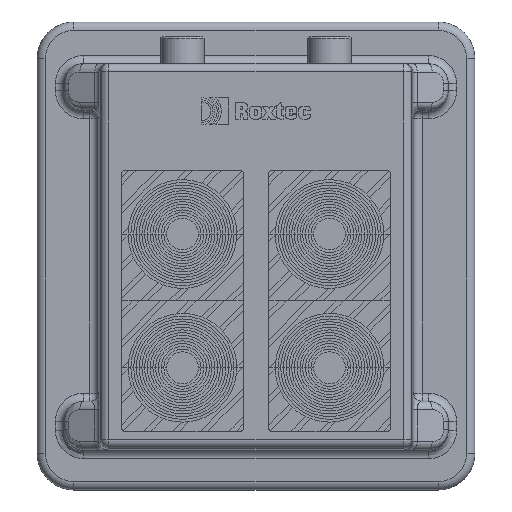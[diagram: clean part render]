
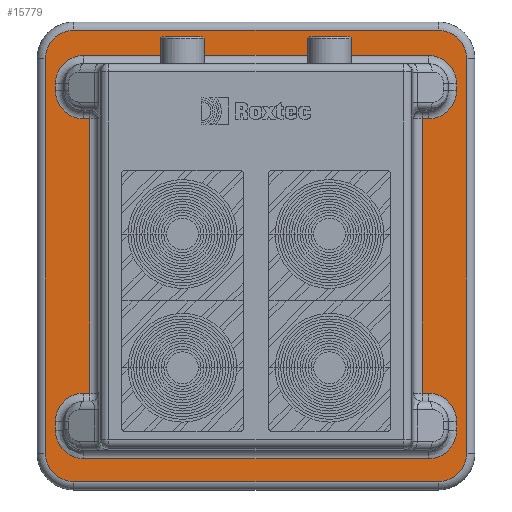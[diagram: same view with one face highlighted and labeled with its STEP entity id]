
A CAD part, top view. The second image highlights one B-rep face of the part: STEP entity #15779.
In plain terms, the highlighted planar face has unit normal (0, 0, 1).
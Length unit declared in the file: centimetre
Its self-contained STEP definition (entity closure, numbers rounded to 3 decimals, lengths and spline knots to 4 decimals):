
#186=ELLIPSE('',#17327,0.8501,0.85);
#187=ELLIPSE('',#17328,0.8501,0.85);
#450=FACE_BOUND('',#2110,.T.);
#1170=FACE_OUTER_BOUND('',#2109,.T.);
#2109=EDGE_LOOP('',(#12565,#12566,#12567,#12568,#12569,#12570,#12571,#12572));
#2110=EDGE_LOOP('',(#12573,#12574,#12575,#12576,#12577,#12578,#12579,#12580,
#12581,#12582,#12583,#12584,#12585,#12586,#12587,#12588,#12589,#12590,#12591,
#12592));
#2902=CIRCLE('',#17191,0.85);
#2905=CIRCLE('',#17196,0.85);
#2908=CIRCLE('',#17201,0.85);
#2911=CIRCLE('',#17206,0.85);
#2962=CIRCLE('',#17326,0.85);
#2963=CIRCLE('',#17329,0.85);
#2964=CIRCLE('',#17330,0.85);
#2965=CIRCLE('',#17331,0.85);
#2966=CIRCLE('',#17332,0.85);
#2967=CIRCLE('',#17333,0.85);
#3960=LINE('',#25384,#5352);
#3961=LINE('',#25392,#5353);
#3962=LINE('',#25400,#5354);
#3963=LINE('',#25406,#5355);
#4015=LINE('',#26059,#5407);
#4016=LINE('',#26063,#5408);
#4017=LINE('',#26067,#5409);
#4018=LINE('',#26071,#5410);
#4019=LINE('',#26075,#5411);
#4020=LINE('',#26077,#5412);
#4021=LINE('',#26079,#5413);
#4022=LINE('',#26083,#5414);
#4023=LINE('',#26087,#5415);
#4024=LINE('',#26091,#5416);
#4025=LINE('',#26095,#5417);
#4026=LINE('',#26096,#5418);
#5352=VECTOR('',#20871,1.);
#5353=VECTOR('',#20882,1.);
#5354=VECTOR('',#20893,1.);
#5355=VECTOR('',#20902,1.);
#5407=VECTOR('',#21190,1.);
#5408=VECTOR('',#21193,1.);
#5409=VECTOR('',#21196,1.);
#5410=VECTOR('',#21199,1.);
#5411=VECTOR('',#21202,1.);
#5412=VECTOR('',#21203,1.);
#5413=VECTOR('',#21204,1.);
#5414=VECTOR('',#21207,1.);
#5415=VECTOR('',#21210,1.);
#5416=VECTOR('',#21213,1.);
#5417=VECTOR('',#21216,1.);
#5418=VECTOR('',#21217,1.);
#6746=VERTEX_POINT('',#25376);
#6747=VERTEX_POINT('',#25378);
#6748=VERTEX_POINT('',#25382);
#6749=VERTEX_POINT('',#25386);
#6750=VERTEX_POINT('',#25390);
#6751=VERTEX_POINT('',#25394);
#6752=VERTEX_POINT('',#25398);
#6753=VERTEX_POINT('',#25402);
#6825=VERTEX_POINT('',#26057);
#6826=VERTEX_POINT('',#26058);
#6827=VERTEX_POINT('',#26060);
#6828=VERTEX_POINT('',#26062);
#6829=VERTEX_POINT('',#26064);
#6830=VERTEX_POINT('',#26066);
#6831=VERTEX_POINT('',#26068);
#6832=VERTEX_POINT('',#26070);
#6833=VERTEX_POINT('',#26072);
#6834=VERTEX_POINT('',#26074);
#6835=VERTEX_POINT('',#26076);
#6836=VERTEX_POINT('',#26078);
#6837=VERTEX_POINT('',#26080);
#6838=VERTEX_POINT('',#26082);
#6839=VERTEX_POINT('',#26084);
#6840=VERTEX_POINT('',#26086);
#6841=VERTEX_POINT('',#26088);
#6842=VERTEX_POINT('',#26090);
#6843=VERTEX_POINT('',#26092);
#6844=VERTEX_POINT('',#26094);
#8723=EDGE_CURVE('',#6747,#6746,#2902,.T.);
#8725=EDGE_CURVE('',#6748,#6747,#3960,.T.);
#8727=EDGE_CURVE('',#6749,#6748,#2905,.T.);
#8729=EDGE_CURVE('',#6750,#6749,#3961,.T.);
#8731=EDGE_CURVE('',#6751,#6750,#2908,.T.);
#8733=EDGE_CURVE('',#6752,#6751,#3962,.T.);
#8735=EDGE_CURVE('',#6753,#6752,#2911,.T.);
#8736=EDGE_CURVE('',#6746,#6753,#3963,.T.);
#8864=EDGE_CURVE('',#6825,#6826,#4015,.T.);
#8865=EDGE_CURVE('',#6827,#6825,#2962,.T.);
#8866=EDGE_CURVE('',#6828,#6827,#4016,.T.);
#8867=EDGE_CURVE('',#6829,#6828,#186,.T.);
#8868=EDGE_CURVE('',#6830,#6829,#4017,.T.);
#8869=EDGE_CURVE('',#6831,#6830,#187,.T.);
#8870=EDGE_CURVE('',#6832,#6831,#4018,.T.);
#8871=EDGE_CURVE('',#6833,#6832,#2963,.T.);
#8872=EDGE_CURVE('',#6834,#6833,#4019,.T.);
#8873=EDGE_CURVE('',#6835,#6834,#4020,.T.);
#8874=EDGE_CURVE('',#6836,#6835,#4021,.T.);
#8875=EDGE_CURVE('',#6837,#6836,#2964,.T.);
#8876=EDGE_CURVE('',#6838,#6837,#4022,.T.);
#8877=EDGE_CURVE('',#6839,#6838,#2965,.T.);
#8878=EDGE_CURVE('',#6840,#6839,#4023,.T.);
#8879=EDGE_CURVE('',#6841,#6840,#2966,.T.);
#8880=EDGE_CURVE('',#6842,#6841,#4024,.T.);
#8881=EDGE_CURVE('',#6843,#6842,#2967,.T.);
#8882=EDGE_CURVE('',#6844,#6843,#4025,.T.);
#8883=EDGE_CURVE('',#6826,#6844,#4026,.T.);
#12565=ORIENTED_EDGE('',*,*,#8736,.F.);
#12566=ORIENTED_EDGE('',*,*,#8723,.F.);
#12567=ORIENTED_EDGE('',*,*,#8725,.F.);
#12568=ORIENTED_EDGE('',*,*,#8727,.F.);
#12569=ORIENTED_EDGE('',*,*,#8729,.F.);
#12570=ORIENTED_EDGE('',*,*,#8731,.F.);
#12571=ORIENTED_EDGE('',*,*,#8733,.F.);
#12572=ORIENTED_EDGE('',*,*,#8735,.F.);
#12573=ORIENTED_EDGE('',*,*,#8864,.F.);
#12574=ORIENTED_EDGE('',*,*,#8865,.F.);
#12575=ORIENTED_EDGE('',*,*,#8866,.F.);
#12576=ORIENTED_EDGE('',*,*,#8867,.F.);
#12577=ORIENTED_EDGE('',*,*,#8868,.F.);
#12578=ORIENTED_EDGE('',*,*,#8869,.F.);
#12579=ORIENTED_EDGE('',*,*,#8870,.F.);
#12580=ORIENTED_EDGE('',*,*,#8871,.F.);
#12581=ORIENTED_EDGE('',*,*,#8872,.F.);
#12582=ORIENTED_EDGE('',*,*,#8873,.F.);
#12583=ORIENTED_EDGE('',*,*,#8874,.F.);
#12584=ORIENTED_EDGE('',*,*,#8875,.F.);
#12585=ORIENTED_EDGE('',*,*,#8876,.F.);
#12586=ORIENTED_EDGE('',*,*,#8877,.F.);
#12587=ORIENTED_EDGE('',*,*,#8878,.F.);
#12588=ORIENTED_EDGE('',*,*,#8879,.F.);
#12589=ORIENTED_EDGE('',*,*,#8880,.F.);
#12590=ORIENTED_EDGE('',*,*,#8881,.F.);
#12591=ORIENTED_EDGE('',*,*,#8882,.F.);
#12592=ORIENTED_EDGE('',*,*,#8883,.F.);
#14462=PLANE('',#17325);
#15779=ADVANCED_FACE('',(#1170,#450),#14462,.F.);
#17191=AXIS2_PLACEMENT_3D('',#25380,#20865,#20866);
#17196=AXIS2_PLACEMENT_3D('',#25388,#20876,#20877);
#17201=AXIS2_PLACEMENT_3D('',#25396,#20887,#20888);
#17206=AXIS2_PLACEMENT_3D('',#25404,#20898,#20899);
#17325=AXIS2_PLACEMENT_3D('',#26056,#21188,#21189);
#17326=AXIS2_PLACEMENT_3D('',#26061,#21191,#21192);
#17327=AXIS2_PLACEMENT_3D('',#26065,#21194,#21195);
#17328=AXIS2_PLACEMENT_3D('',#26069,#21197,#21198);
#17329=AXIS2_PLACEMENT_3D('',#26073,#21200,#21201);
#17330=AXIS2_PLACEMENT_3D('',#26081,#21205,#21206);
#17331=AXIS2_PLACEMENT_3D('',#26085,#21208,#21209);
#17332=AXIS2_PLACEMENT_3D('',#26089,#21211,#21212);
#17333=AXIS2_PLACEMENT_3D('',#26093,#21214,#21215);
#20865=DIRECTION('center_axis',(0.,0.,-1.));
#20866=DIRECTION('ref_axis',(0.707,0.707,0.));
#20871=DIRECTION('',(1.,0.,0.));
#20876=DIRECTION('center_axis',(0.,0.,-1.));
#20877=DIRECTION('ref_axis',(-0.707,0.707,0.));
#20882=DIRECTION('',(0.,1.,0.));
#20887=DIRECTION('center_axis',(0.,0.,-1.));
#20888=DIRECTION('ref_axis',(-0.707,-0.707,0.));
#20893=DIRECTION('',(-1.,0.,0.));
#20898=DIRECTION('center_axis',(0.,0.,-1.));
#20899=DIRECTION('ref_axis',(0.707,-0.707,0.));
#20902=DIRECTION('',(0.,-1.,0.));
#21188=DIRECTION('center_axis',(0.,0.,-1.));
#21189=DIRECTION('ref_axis',(-1.,0.,0.));
#21190=DIRECTION('',(-1.,0.,0.));
#21191=DIRECTION('center_axis',(0.,0.,1.));
#21192=DIRECTION('ref_axis',(0.707,0.707,0.));
#21193=DIRECTION('',(0.,1.,0.));
#21194=DIRECTION('center_axis',(0.,0.,1.));
#21195=DIRECTION('ref_axis',(0.,-1.,0.));
#21196=DIRECTION('',(1.,0.,0.));
#21197=DIRECTION('center_axis',(0.,0.,1.));
#21198=DIRECTION('ref_axis',(0.,-1.,0.));
#21199=DIRECTION('',(0.,-1.,0.));
#21200=DIRECTION('center_axis',(0.,0.,1.));
#21201=DIRECTION('ref_axis',(-0.707,0.707,0.));
#21202=DIRECTION('',(-1.,0.,0.));
#21203=DIRECTION('',(0.,-1.,0.));
#21204=DIRECTION('',(1.,0.,0.));
#21205=DIRECTION('center_axis',(0.,0.,1.));
#21206=DIRECTION('ref_axis',(-0.707,-0.707,0.));
#21207=DIRECTION('',(0.,-1.,0.));
#21208=DIRECTION('center_axis',(0.,0.,1.));
#21209=DIRECTION('ref_axis',(-0.707,0.707,0.));
#21210=DIRECTION('',(-1.,0.,0.));
#21211=DIRECTION('center_axis',(0.,0.,1.));
#21212=DIRECTION('ref_axis',(0.707,0.707,0.));
#21213=DIRECTION('',(0.,1.,0.));
#21214=DIRECTION('center_axis',(0.,0.,1.));
#21215=DIRECTION('ref_axis',(0.707,-0.707,0.));
#21216=DIRECTION('',(1.,0.,0.));
#21217=DIRECTION('',(0.,1.,0.));
#25376=CARTESIAN_POINT('',(6.3,5.9,-3.7));
#25378=CARTESIAN_POINT('',(5.45,6.75,-3.7));
#25380=CARTESIAN_POINT('Origin',(5.45,5.9,-3.7));
#25382=CARTESIAN_POINT('',(-5.45,6.75,-3.7));
#25384=CARTESIAN_POINT('',(-3.275,6.75,-3.7));
#25386=CARTESIAN_POINT('',(-6.3,5.9,-3.7));
#25388=CARTESIAN_POINT('Origin',(-5.45,5.9,-3.7));
#25390=CARTESIAN_POINT('',(-6.3,-5.9,-3.7));
#25392=CARTESIAN_POINT('',(-6.3,-3.25,-3.7));
#25394=CARTESIAN_POINT('',(-5.45,-6.75,-3.7));
#25396=CARTESIAN_POINT('Origin',(-5.45,-5.9,-3.7));
#25398=CARTESIAN_POINT('',(5.45,-6.75,-3.7));
#25400=CARTESIAN_POINT('',(3.275,-6.75,-3.7));
#25402=CARTESIAN_POINT('',(6.3,-5.9,-3.7));
#25404=CARTESIAN_POINT('Origin',(5.45,-5.9,-3.7));
#25406=CARTESIAN_POINT('',(6.3,3.25,-3.7));
#26056=CARTESIAN_POINT('Origin',(0.,0.,
-3.7));
#26057=CARTESIAN_POINT('',(5.15,-4.1,-3.7));
#26058=CARTESIAN_POINT('',(4.9672,-4.1,-3.7));
#26059=CARTESIAN_POINT('',(2.325,-4.1,-3.7));
#26060=CARTESIAN_POINT('',(6.,-4.95,-3.7));
#26061=CARTESIAN_POINT('Origin',(5.15,-4.95,-3.7));
#26062=CARTESIAN_POINT('',(6.,-5.2171,-3.7));
#26063=CARTESIAN_POINT('',(6.,-2.175,-3.7));
#26064=CARTESIAN_POINT('',(5.15,-6.0672,-3.7));
#26065=CARTESIAN_POINT('Origin',(5.15,-5.2171,-3.7));
#26066=CARTESIAN_POINT('',(-5.15,-6.0672,-3.7));
#26067=CARTESIAN_POINT('',(2.325,-6.0672,-3.7));
#26068=CARTESIAN_POINT('',(-6.,-5.2171,-3.7));
#26069=CARTESIAN_POINT('Origin',(-5.15,-5.2171,-3.7));
#26070=CARTESIAN_POINT('',(-6.,-4.95,-3.7));
#26071=CARTESIAN_POINT('',(-6.,-2.175,-3.7));
#26072=CARTESIAN_POINT('',(-5.15,-4.1,-3.7));
#26073=CARTESIAN_POINT('Origin',(-5.15,-4.95,-3.7));
#26074=CARTESIAN_POINT('',(-4.9672,-4.1,-3.7));
#26075=CARTESIAN_POINT('',(-2.325,-4.1,-3.7));
#26076=CARTESIAN_POINT('',(-4.9672,4.1,-3.7));
#26077=CARTESIAN_POINT('',(-4.9672,-2.875,-3.7));
#26078=CARTESIAN_POINT('',(-5.15,4.1,-3.7));
#26079=CARTESIAN_POINT('',(-2.325,4.1,-3.7));
#26080=CARTESIAN_POINT('',(-6.,4.95,-3.7));
#26081=CARTESIAN_POINT('Origin',(-5.15,4.95,-3.7));
#26082=CARTESIAN_POINT('',(-6.,5.15,-3.7));
#26083=CARTESIAN_POINT('',(-6.,2.175,-3.7));
#26084=CARTESIAN_POINT('',(-5.15,6.,-3.7));
#26085=CARTESIAN_POINT('Origin',(-5.15,5.15,-3.7));
#26086=CARTESIAN_POINT('',(5.15,6.,-3.7));
#26087=CARTESIAN_POINT('',(-2.325,6.,-3.7));
#26088=CARTESIAN_POINT('',(6.,5.15,-3.7));
#26089=CARTESIAN_POINT('Origin',(5.15,5.15,-3.7));
#26090=CARTESIAN_POINT('',(6.,4.95,-3.7));
#26091=CARTESIAN_POINT('',(6.,2.175,-3.7));
#26092=CARTESIAN_POINT('',(5.15,4.1,-3.7));
#26093=CARTESIAN_POINT('Origin',(5.15,4.95,-3.7));
#26094=CARTESIAN_POINT('',(4.9672,4.1,-3.7));
#26095=CARTESIAN_POINT('',(2.325,4.1,-3.7));
#26096=CARTESIAN_POINT('',(4.9672,2.875,-3.7));
